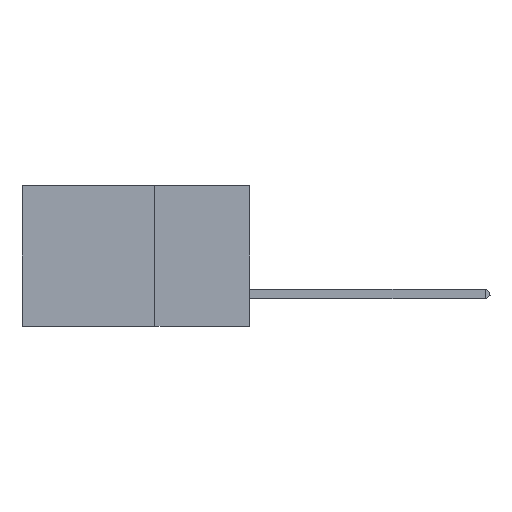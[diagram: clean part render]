
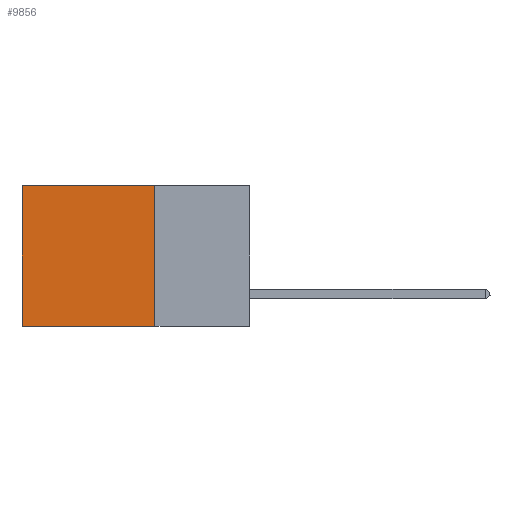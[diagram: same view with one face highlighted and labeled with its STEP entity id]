
A CAD part, left-side view. The second image highlights one B-rep face of the part: STEP entity #9856.
In plain terms, the highlighted planar face has unit normal (-1, 0, 0).
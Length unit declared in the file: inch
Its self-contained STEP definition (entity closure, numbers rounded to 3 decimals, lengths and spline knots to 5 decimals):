
#126 = VECTOR ( 'NONE', #39392, 39.37008 ) ;
#1662 = PLANE ( 'NONE',  #43863 ) ;
#2728 = CARTESIAN_POINT ( 'NONE',  ( 0.2875, 0.6, -0.37 ) ) ;
#2739 = EDGE_CURVE ( 'NONE', #34200, #6175, #47566, .T. ) ;
#5958 = ORIENTED_EDGE ( 'NONE', *, *, #40860, .F. ) ;
#6175 = VERTEX_POINT ( 'NONE', #47564 ) ;
#6960 = CARTESIAN_POINT ( 'NONE',  ( 0.2875, 0.25, 0. ) ) ;
#7348 = VECTOR ( 'NONE', #11894, 39.37008 ) ;
#9856 = ADVANCED_FACE ( 'NONE', ( #36732 ), #1662, .F. ) ;
#10297 = LINE ( 'NONE', #40520, #31719 ) ;
#11894 = DIRECTION ( 'NONE',  ( 0., 1., 0. ) ) ;
#14046 = VERTEX_POINT ( 'NONE', #2728 ) ;
#18310 = LINE ( 'NONE', #39285, #7348 ) ;
#19852 = EDGE_CURVE ( 'NONE', #34200, #49403, #10297, .T. ) ;
#22495 = ORIENTED_EDGE ( 'NONE', *, *, #24020, .T. ) ;
#22907 = DIRECTION ( 'NONE',  ( 0., 0., -1. ) ) ;
#24020 = EDGE_CURVE ( 'NONE', #6175, #14046, #46176, .T. ) ;
#25173 = EDGE_LOOP ( 'NONE', ( #22495, #5958, #38573, #34841 ) ) ;
#25923 = DIRECTION ( 'NONE',  ( 0., 0., -1. ) ) ;
#26730 = CARTESIAN_POINT ( 'NONE',  ( 0.2875, 0.6, 0. ) ) ;
#31719 = VECTOR ( 'NONE', #25923, 39.37008 ) ;
#33398 = CARTESIAN_POINT ( 'NONE',  ( 0.2875, 0.25, 0. ) ) ;
#33644 = DIRECTION ( 'NONE',  ( 1., 0., 0. ) ) ;
#34200 = VERTEX_POINT ( 'NONE', #6960 ) ;
#34841 = ORIENTED_EDGE ( 'NONE', *, *, #2739, .T. ) ;
#35544 = CARTESIAN_POINT ( 'NONE',  ( 0.2875, 0.25, 0. ) ) ;
#36732 = FACE_OUTER_BOUND ( 'NONE', #25173, .T. ) ;
#38573 = ORIENTED_EDGE ( 'NONE', *, *, #19852, .F. ) ;
#39285 = CARTESIAN_POINT ( 'NONE',  ( 0.2875, 0.25, -0.37 ) ) ;
#39392 = DIRECTION ( 'NONE',  ( 0., 1., 0. ) ) ;
#40093 = VECTOR ( 'NONE', #22907, 39.37008 ) ;
#40520 = CARTESIAN_POINT ( 'NONE',  ( 0.2875, 0.25, 0. ) ) ;
#40860 = EDGE_CURVE ( 'NONE', #49403, #14046, #18310, .T. ) ;
#43863 = AXIS2_PLACEMENT_3D ( 'NONE', #33398, #33644, #49233 ) ;
#46176 = LINE ( 'NONE', #26730, #40093 ) ;
#47564 = CARTESIAN_POINT ( 'NONE',  ( 0.2875, 0.6, 0. ) ) ;
#47566 = LINE ( 'NONE', #35544, #126 ) ;
#49233 = DIRECTION ( 'NONE',  ( 0., 0., -1. ) ) ;
#49403 = VERTEX_POINT ( 'NONE', #50121 ) ;
#50121 = CARTESIAN_POINT ( 'NONE',  ( 0.2875, 0.25, -0.37 ) ) ;
